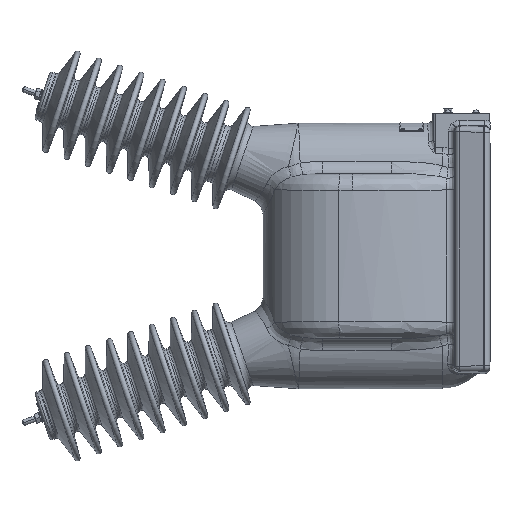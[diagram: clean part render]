
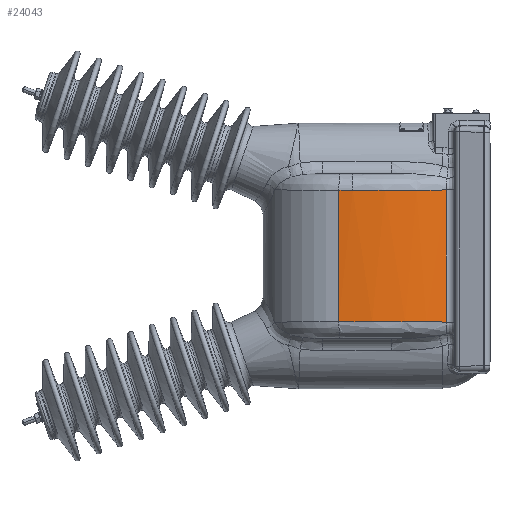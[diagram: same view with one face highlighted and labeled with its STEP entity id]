
A CAD part, left-side view. The second image highlights one B-rep face of the part: STEP entity #24043.
In plain terms, the highlighted cylindrical face has radius 358 mm (diameter 716 mm), a partial arc.
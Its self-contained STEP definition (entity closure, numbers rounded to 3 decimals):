
#1169 = EDGE_CURVE ( 'NONE', #23519, #23517, #7198, .T. ) ;
#1397 = EDGE_CURVE ( 'NONE', #23682, #23881, #7413, .T. ) ;
#2603 = ORIENTED_EDGE ( 'NONE', *, *, #23146, .T. ) ;
#2604 = ORIENTED_EDGE ( 'NONE', *, *, #1169, .T. ) ;
#2605 = ORIENTED_EDGE ( 'NONE', *, *, #23147, .T. ) ;
#2606 = ORIENTED_EDGE ( 'NONE', *, *, #5233, .T. ) ;
#2607 = ORIENTED_EDGE ( 'NONE', *, *, #1397, .T. ) ;
#3843 = CARTESIAN_POINT ( 'NONE',  ( 114.464, -333.852, -70.902 ) ) ;
#3844 = DIRECTION ( 'NONE',  ( 0., 0., 1. ) ) ;
#5233 = EDGE_CURVE ( 'NONE', #23681, #23682, #23290, .T. ) ;
#7188 = VECTOR ( 'NONE', #3844, 1000. ) ;
#7198 = LINE ( 'NONE', #3843, #7188 ) ;
#7409 = VECTOR ( 'NONE', #9573, 1000. ) ;
#7413 = LINE ( 'NONE', #9572, #7409 ) ;
#9572 = CARTESIAN_POINT ( 'NONE',  ( 73.924, -141.892, -70.902 ) ) ;
#9573 = DIRECTION ( 'NONE',  ( 0., 0., -1. ) ) ;
#12528 = CARTESIAN_POINT ( 'NONE',  ( 73.061, -166.728, -103.95 ) ) ;
#12560 = CARTESIAN_POINT ( 'NONE',  ( 73.061, -158.441, -103.95 ) ) ;
#12561 = CARTESIAN_POINT ( 'NONE',  ( 73.349, -150.159, -103.943 ) ) ;
#12562 = CARTESIAN_POINT ( 'NONE',  ( 73.924, -141.892, -103.929 ) ) ;
#13095 = CARTESIAN_POINT ( 'NONE',  ( 73.924, -141.892, -337.875 ) ) ;
#13101 = CARTESIAN_POINT ( 'NONE',  ( 114.464, -333.852, -102.956 ) ) ;
#13102 = CARTESIAN_POINT ( 'NONE',  ( 69.268, -208.841, -337.763 ) ) ;
#13103 = CARTESIAN_POINT ( 'NONE',  ( 83.135, -274.503, -338.096 ) ) ;
#13104 = CARTESIAN_POINT ( 'NONE',  ( 114.464, -333.852, -338.847 ) ) ;
#13106 = CARTESIAN_POINT ( 'NONE',  ( 87.138, -282.084, -103.612 ) ) ;
#13107 = CARTESIAN_POINT ( 'NONE',  ( 73.061, -225.265, -103.95 ) ) ;
#13108 = CARTESIAN_POINT ( 'NONE',  ( 73.061, -166.728, -103.95 ) ) ;
#13621 = CARTESIAN_POINT ( 'NONE',  ( 114.464, -333.852, -102.956 ) ) ;
#13623 = CARTESIAN_POINT ( 'NONE',  ( 114.464, -333.852, -338.847 ) ) ;
#13867 = AXIS2_PLACEMENT_3D ( 'NONE', #16499, #16468, #16470 ) ;
#16020 = CARTESIAN_POINT ( 'NONE',  ( 73.061, -166.728, -103.95 ) ) ;
#16021 = CARTESIAN_POINT ( 'NONE',  ( 73.924, -141.892, -103.929 ) ) ;
#16220 = CARTESIAN_POINT ( 'NONE',  ( 73.924, -141.892, -337.875 ) ) ;
#16468 = DIRECTION ( 'NONE',  ( 0., 0., -1. ) ) ;
#16470 = DIRECTION ( 'NONE',  ( 1., 0., 0. ) ) ;
#16499 = CARTESIAN_POINT ( 'NONE',  ( 431.061, -166.728, -70.902 ) ) ;
#17518 = FACE_OUTER_BOUND ( 'NONE', #27917, .T. ) ;
#17519 = CYLINDRICAL_SURFACE ( 'NONE', #13867, 358. ) ;
#23146 = EDGE_CURVE ( 'NONE', #23881, #23519, #23301, .T. ) ;
#23147 = EDGE_CURVE ( 'NONE', #23517, #23681, #23302, .T. ) ;
#23290 =( BOUNDED_CURVE ( )  B_SPLINE_CURVE ( 3, ( #12528, #12560, #12561, #12562 ),
 .UNSPECIFIED., .F., .T. ) 
 B_SPLINE_CURVE_WITH_KNOTS ( ( 4, 4 ),
 ( 0., 0.069 ),
 .UNSPECIFIED. ) 
 CURVE ( )  GEOMETRIC_REPRESENTATION_ITEM ( )  RATIONAL_B_SPLINE_CURVE ( ( 1., 1., 1., 1. ) ) 
 REPRESENTATION_ITEM ( '' )  );
#23301 =( BOUNDED_CURVE ( )  B_SPLINE_CURVE ( 3, ( #13095, #13102, #13103, #13104 ),
 .UNSPECIFIED., .F., .T. ) 
 B_SPLINE_CURVE_WITH_KNOTS ( ( 4, 4 ),
 ( 3.072, 3.627 ),
 .UNSPECIFIED. ) 
 CURVE ( )  GEOMETRIC_REPRESENTATION_ITEM ( )  RATIONAL_B_SPLINE_CURVE ( ( 1., 0.974, 0.974, 1. ) ) 
 REPRESENTATION_ITEM ( '' )  );
#23302 =( BOUNDED_CURVE ( )  B_SPLINE_CURVE ( 3, ( #13101, #13106, #13107, #13108 ),
 .UNSPECIFIED., .F., .T. ) 
 B_SPLINE_CURVE_WITH_KNOTS ( ( 4, 4 ),
 ( 5.797, 6.283 ),
 .UNSPECIFIED. ) 
 CURVE ( )  GEOMETRIC_REPRESENTATION_ITEM ( )  RATIONAL_B_SPLINE_CURVE ( ( 1., 0.98, 0.98, 1. ) ) 
 REPRESENTATION_ITEM ( '' )  );
#23517 = VERTEX_POINT ( 'NONE', #13621 ) ;
#23519 = VERTEX_POINT ( 'NONE', #13623 ) ;
#23681 = VERTEX_POINT ( 'NONE', #16020 ) ;
#23682 = VERTEX_POINT ( 'NONE', #16021 ) ;
#23881 = VERTEX_POINT ( 'NONE', #16220 ) ;
#24043 = ADVANCED_FACE ( 'NONE', ( #17518 ), #17519, .T. ) ;
#27917 = EDGE_LOOP ( 'NONE', ( #2603, #2604, #2605, #2606, #2607 ) ) ;
